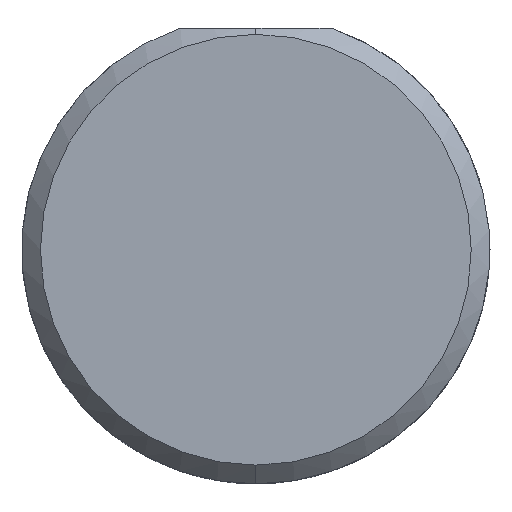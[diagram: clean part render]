
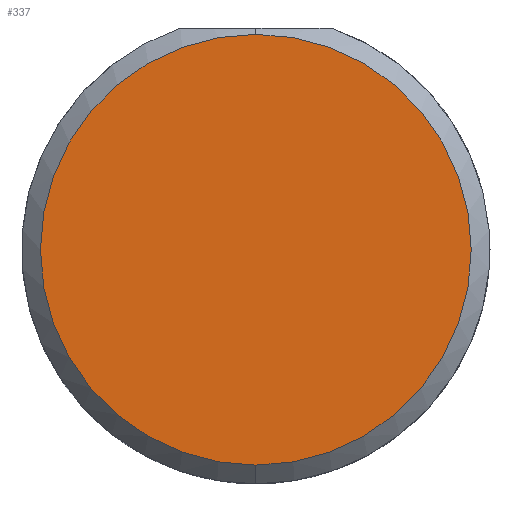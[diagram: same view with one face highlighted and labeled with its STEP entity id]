
A CAD part, left-side view. The second image highlights one B-rep face of the part: STEP entity #337.
In plain terms, the highlighted planar face has unit normal (-1, 0, 0).
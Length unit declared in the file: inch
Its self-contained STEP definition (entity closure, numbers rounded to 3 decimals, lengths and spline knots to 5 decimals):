
#11 = EDGE_CURVE ( 'NONE', #392, #280, #840, .T. ) ;
#22 = CARTESIAN_POINT ( 'NONE',  ( 0., 0., 0.17235 ) ) ;
#90 = PLANE ( 'NONE',  #675 ) ;
#150 = CARTESIAN_POINT ( 'NONE',  ( 0., 0., 0. ) ) ;
#261 = EDGE_LOOP ( 'NONE', ( #921, #504 ) ) ;
#280 = VERTEX_POINT ( 'NONE', #22 ) ;
#292 = DIRECTION ( 'NONE',  ( -1., 0., 0. ) ) ;
#324 = FACE_OUTER_BOUND ( 'NONE', #261, .T. ) ;
#328 = CIRCLE ( 'NONE', #897, 0.17235 ) ;
#337 = ADVANCED_FACE ( 'NONE', ( #324 ), #90, .F. ) ;
#391 = DIRECTION ( 'NONE',  ( 0., 0., -1. ) ) ;
#392 = VERTEX_POINT ( 'NONE', #560 ) ;
#430 = CARTESIAN_POINT ( 'NONE',  ( 0., 0., 0. ) ) ;
#477 = AXIS2_PLACEMENT_3D ( 'NONE', #430, #665, #745 ) ;
#504 = ORIENTED_EDGE ( 'NONE', *, *, #790, .T. ) ;
#560 = CARTESIAN_POINT ( 'NONE',  ( 0., 0., -0.17235 ) ) ;
#632 = CARTESIAN_POINT ( 'NONE',  ( 0., 0., 0. ) ) ;
#665 = DIRECTION ( 'NONE',  ( -1., 0., 0. ) ) ;
#675 = AXIS2_PLACEMENT_3D ( 'NONE', #632, #792, #942 ) ;
#745 = DIRECTION ( 'NONE',  ( 0., 0., -1. ) ) ;
#790 = EDGE_CURVE ( 'NONE', #280, #392, #328, .T. ) ;
#792 = DIRECTION ( 'NONE',  ( 1., 0., 0. ) ) ;
#840 = CIRCLE ( 'NONE', #477, 0.17235 ) ;
#897 = AXIS2_PLACEMENT_3D ( 'NONE', #150, #292, #391 ) ;
#921 = ORIENTED_EDGE ( 'NONE', *, *, #11, .T. ) ;
#942 = DIRECTION ( 'NONE',  ( 0., 0., -1. ) ) ;
